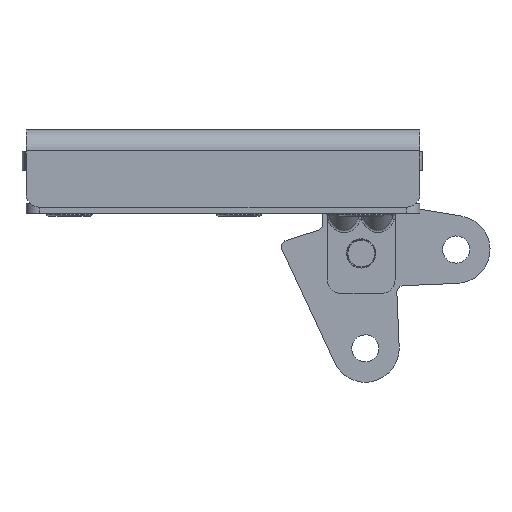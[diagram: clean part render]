
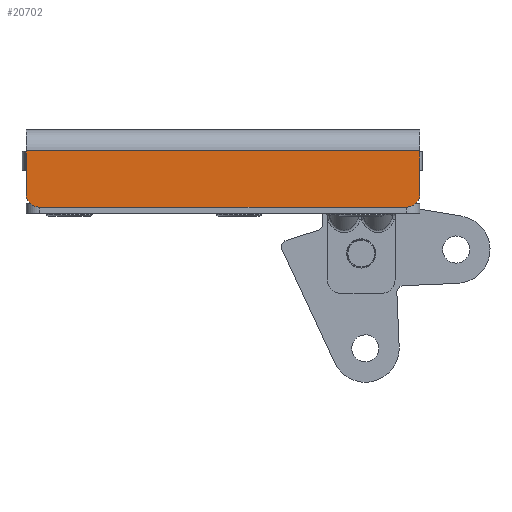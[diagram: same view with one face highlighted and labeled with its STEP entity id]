
A CAD part, front view. The second image highlights one B-rep face of the part: STEP entity #20702.
In plain terms, the highlighted planar face has unit normal (0, -1, 0).
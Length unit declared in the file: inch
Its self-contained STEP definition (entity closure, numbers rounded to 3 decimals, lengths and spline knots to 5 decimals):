
#20493=CARTESIAN_POINT('',(3.00231,-1.99637,-1.5768));
#20494=VERTEX_POINT('',#20493);
#20501=CARTESIAN_POINT('',(2.87733,-1.99637,-1.70182));
#20502=VERTEX_POINT('',#20501);
#20503=CARTESIAN_POINT('',(2.87731,-1.99637,-1.57682));
#20504=DIRECTION('',(0.,1.0,0.));
#20505=DIRECTION('',(0.707,0.,-0.707));
#20506=AXIS2_PLACEMENT_3D('',#20503,#20504,#20505);
#20507=CIRCLE('',#20506,0.125);
#20508=EDGE_CURVE('',#20494,#20502,#20507,.T.);
#20548=CARTESIAN_POINT('',(3.00224,-1.99637,-1.1838));
#20549=VERTEX_POINT('',#20548);
#20557=CARTESIAN_POINT('',(3.00224,-1.99637,-1.1838));
#20558=DIRECTION('',(0.,0.0,-1.));
#20559=VECTOR('',#20558,0.393);
#20560=LINE('',#20557,#20559);
#20561=EDGE_CURVE('',#20549,#20494,#20560,.T.);
#20612=CARTESIAN_POINT('',(-0.50267,-1.99637,-1.70236));
#20613=VERTEX_POINT('',#20612);
#20614=CARTESIAN_POINT('',(-0.62769,-1.99637,-1.57738));
#20615=VERTEX_POINT('',#20614);
#20616=CARTESIAN_POINT('',(-0.50269,-1.99637,-1.57736));
#20617=DIRECTION('',(0.,1.0,0.));
#20618=DIRECTION('',(-0.707,0.,-0.707));
#20619=AXIS2_PLACEMENT_3D('',#20616,#20617,#20618);
#20620=CIRCLE('',#20619,0.125);
#20621=EDGE_CURVE('',#20613,#20615,#20620,.T.);
#20645=CARTESIAN_POINT('',(-0.62776,-1.99637,-1.18438));
#20646=VERTEX_POINT('',#20645);
#20647=CARTESIAN_POINT('',(-0.62776,-1.99637,-1.18438));
#20648=DIRECTION('',(0.,0.0,-1.));
#20649=VECTOR('',#20648,0.393);
#20650=LINE('',#20647,#20649);
#20651=EDGE_CURVE('',#20646,#20615,#20650,.T.);
#20679=CARTESIAN_POINT('',(-0.62779,-1.99637,-0.98988));
#20680=DIRECTION('',(0.0,-1.0,0.0));
#20681=DIRECTION('',(0.,0.0,-1.));
#20682=AXIS2_PLACEMENT_3D('',#20679,#20680,#20681);
#20683=PLANE('',#20682);
#20684=ORIENTED_EDGE('',*,*,#20508,.F.);
#20685=ORIENTED_EDGE('',*,*,#20561,.F.);
#20686=CARTESIAN_POINT('',(-0.62776,-1.99637,-1.18438));
#20687=DIRECTION('',(1.,0.,0.));
#20688=VECTOR('',#20687,3.63);
#20689=LINE('',#20686,#20688);
#20690=EDGE_CURVE('',#20646,#20549,#20689,.T.);
#20691=ORIENTED_EDGE('',*,*,#20690,.F.);
#20692=ORIENTED_EDGE('',*,*,#20651,.T.);
#20693=ORIENTED_EDGE('',*,*,#20621,.F.);
#20694=CARTESIAN_POINT('',(-0.50267,-1.99637,-1.70236));
#20695=DIRECTION('',(1.,0.,0.));
#20696=VECTOR('',#20695,3.38);
#20697=LINE('',#20694,#20696);
#20698=EDGE_CURVE('',#20613,#20502,#20697,.T.);
#20699=ORIENTED_EDGE('',*,*,#20698,.T.);
#20700=EDGE_LOOP('',(#20684,#20685,#20691,#20692,#20693,#20699));
#20701=FACE_OUTER_BOUND('',#20700,.T.);
#20702=ADVANCED_FACE('',(#20701),#20683,.T.);
